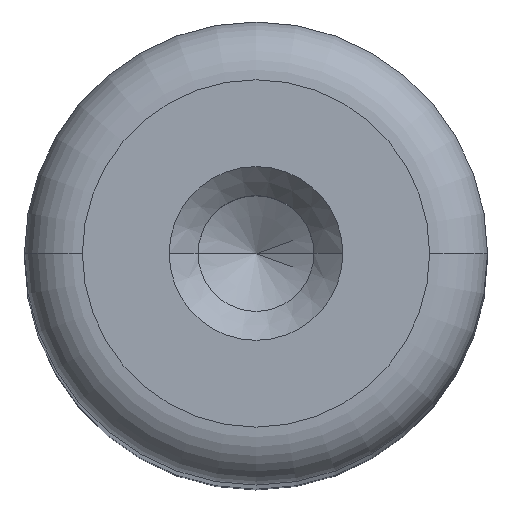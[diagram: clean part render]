
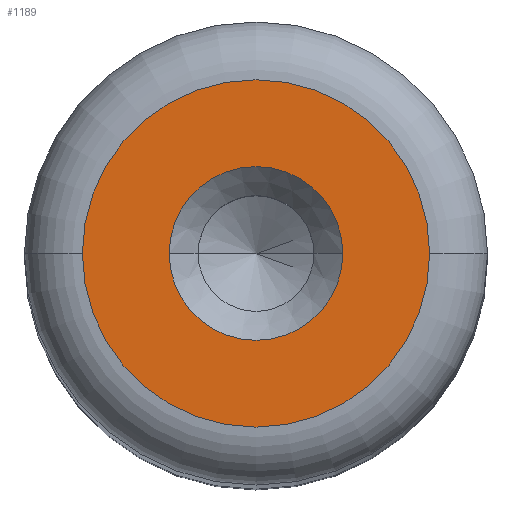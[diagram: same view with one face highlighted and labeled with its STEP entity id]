
A CAD part, top view. The second image highlights one B-rep face of the part: STEP entity #1189.
In plain terms, the highlighted planar face has unit normal (0, 0, 1).
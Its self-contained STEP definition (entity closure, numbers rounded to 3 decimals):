
#2 = ORIENTED_EDGE ( 'NONE', *, *, #1425, .F. ) ;
#41 = EDGE_CURVE ( 'NONE', #1413, #628, #1519, .T. ) ;
#72 = CARTESIAN_POINT ( 'NONE',  ( -1.5, 0., 50. ) ) ;
#158 = ORIENTED_EDGE ( 'NONE', *, *, #457, .T. ) ;
#171 = CARTESIAN_POINT ( 'NONE',  ( -3., 0., 50. ) ) ;
#189 = ORIENTED_EDGE ( 'NONE', *, *, #41, .F. ) ;
#242 = AXIS2_PLACEMENT_3D ( 'NONE', #653, #1462, #780 ) ;
#265 = DIRECTION ( 'NONE',  ( 0., 0., 1. ) ) ;
#276 = EDGE_LOOP ( 'NONE', ( #1418, #158 ) ) ;
#339 = AXIS2_PLACEMENT_3D ( 'NONE', #1335, #1111, #1226 ) ;
#376 = PLANE ( 'NONE',  #555 ) ;
#427 = CIRCLE ( 'NONE', #242, 3. ) ;
#436 = DIRECTION ( 'NONE',  ( 0., 0., 1. ) ) ;
#457 = EDGE_CURVE ( 'NONE', #1020, #697, #427, .T. ) ;
#500 = CARTESIAN_POINT ( 'NONE',  ( 0., 0., 50. ) ) ;
#555 = AXIS2_PLACEMENT_3D ( 'NONE', #500, #620, #1437 ) ;
#575 = CARTESIAN_POINT ( 'NONE',  ( 3., 0., 50. ) ) ;
#584 = EDGE_CURVE ( 'NONE', #697, #1020, #960, .T. ) ;
#620 = DIRECTION ( 'NONE',  ( 0., 0., 1. ) ) ;
#628 = VERTEX_POINT ( 'NONE', #816 ) ;
#646 = CIRCLE ( 'NONE', #1116, 1.5 ) ;
#653 = CARTESIAN_POINT ( 'NONE',  ( 0., 0., 50. ) ) ;
#697 = VERTEX_POINT ( 'NONE', #575 ) ;
#780 = DIRECTION ( 'NONE',  ( 1., 0., 0. ) ) ;
#787 = FACE_BOUND ( 'NONE', #1122, .T. ) ;
#816 = CARTESIAN_POINT ( 'NONE',  ( 1.5, 0., 50. ) ) ;
#900 = AXIS2_PLACEMENT_3D ( 'NONE', #1157, #436, #1266 ) ;
#960 = CIRCLE ( 'NONE', #900, 3. ) ;
#993 = CARTESIAN_POINT ( 'NONE',  ( 0., 0., 50. ) ) ;
#1020 = VERTEX_POINT ( 'NONE', #171 ) ;
#1108 = DIRECTION ( 'NONE',  ( 1., 0., 0. ) ) ;
#1111 = DIRECTION ( 'NONE',  ( 0., 0., 1. ) ) ;
#1116 = AXIS2_PLACEMENT_3D ( 'NONE', #993, #265, #1108 ) ;
#1122 = EDGE_LOOP ( 'NONE', ( #2, #189 ) ) ;
#1157 = CARTESIAN_POINT ( 'NONE',  ( 0., 0., 50. ) ) ;
#1189 = ADVANCED_FACE ( 'NONE', ( #787, #1400 ), #376, .T. ) ;
#1226 = DIRECTION ( 'NONE',  ( 1., 0., 0. ) ) ;
#1266 = DIRECTION ( 'NONE',  ( 1., 0., 0. ) ) ;
#1335 = CARTESIAN_POINT ( 'NONE',  ( 0., 0., 50. ) ) ;
#1400 = FACE_OUTER_BOUND ( 'NONE', #276, .T. ) ;
#1413 = VERTEX_POINT ( 'NONE', #72 ) ;
#1418 = ORIENTED_EDGE ( 'NONE', *, *, #584, .T. ) ;
#1425 = EDGE_CURVE ( 'NONE', #628, #1413, #646, .T. ) ;
#1437 = DIRECTION ( 'NONE',  ( 1., 0., 0. ) ) ;
#1462 = DIRECTION ( 'NONE',  ( 0., 0., 1. ) ) ;
#1519 = CIRCLE ( 'NONE', #339, 1.5 ) ;
